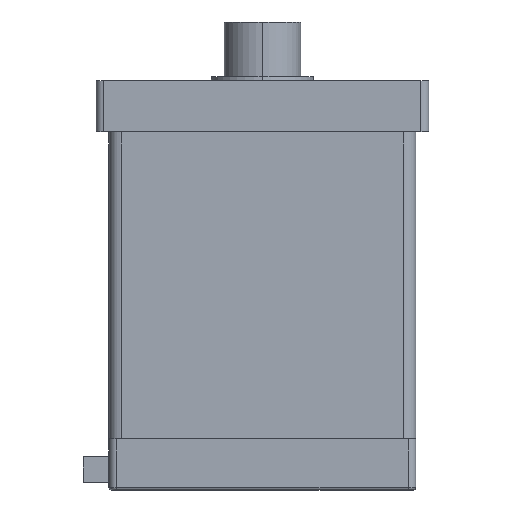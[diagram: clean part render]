
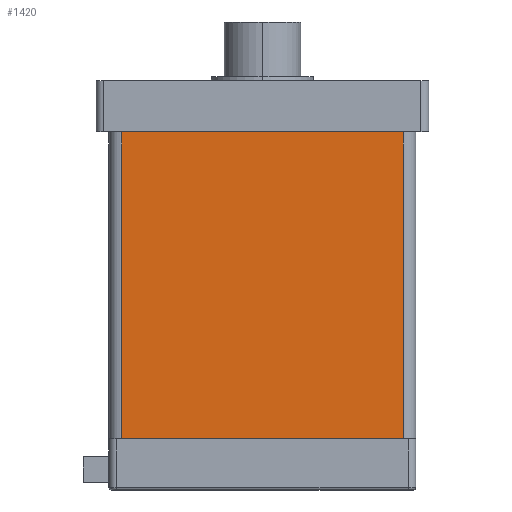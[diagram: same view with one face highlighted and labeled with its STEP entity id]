
A CAD part, left-side view. The second image highlights one B-rep face of the part: STEP entity #1420.
In plain terms, the highlighted planar face has unit normal (-1, 0, 0).
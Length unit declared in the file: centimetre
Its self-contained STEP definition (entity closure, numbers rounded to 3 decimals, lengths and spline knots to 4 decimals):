
#36 = LINE ( 'NONE', #4089, #2890 ) ;
#42 = DIRECTION ( 'NONE',  ( 0., 1., 0. ) ) ;
#46 = VECTOR ( 'NONE', #2734, 100. ) ;
#104 = ORIENTED_EDGE ( 'NONE', *, *, #1702, .T. ) ;
#139 = EDGE_CURVE ( 'NONE', #3122, #1497, #2174, .T. ) ;
#521 = VECTOR ( 'NONE', #1883, 100. ) ;
#593 = CARTESIAN_POINT ( 'NONE',  ( -6., 6., -12. ) ) ;
#668 = VECTOR ( 'NONE', #42, 100. ) ;
#729 = CARTESIAN_POINT ( 'NONE',  ( -6., 6., 0. ) ) ;
#801 = ORIENTED_EDGE ( 'NONE', *, *, #1633, .F. ) ;
#1193 = CARTESIAN_POINT ( 'NONE',  ( -6., 5.5, 0. ) ) ;
#1272 = CARTESIAN_POINT ( 'NONE',  ( -6., -5.5, -12. ) ) ;
#1343 = LINE ( 'NONE', #1556, #668 ) ;
#1420 = ADVANCED_FACE ( 'NONE', ( #3731 ), #3728, .F. ) ;
#1497 = VERTEX_POINT ( 'NONE', #1193 ) ;
#1556 = CARTESIAN_POINT ( 'NONE',  ( -6., 6., -12. ) ) ;
#1633 = EDGE_CURVE ( 'NONE', #1722, #2369, #1343, .T. ) ;
#1698 = LINE ( 'NONE', #2077, #46 ) ;
#1702 = EDGE_CURVE ( 'NONE', #1497, #2369, #36, .T. ) ;
#1722 = VERTEX_POINT ( 'NONE', #1272 ) ;
#1883 = DIRECTION ( 'NONE',  ( 0., 1., 0. ) ) ;
#1914 = DIRECTION ( 'NONE',  ( 0., 0., -1. ) ) ;
#1941 = CARTESIAN_POINT ( 'NONE',  ( -6., -5.5, 0. ) ) ;
#2077 = CARTESIAN_POINT ( 'NONE',  ( -6., -5.5, -12. ) ) ;
#2174 = LINE ( 'NONE', #729, #521 ) ;
#2211 = CARTESIAN_POINT ( 'NONE',  ( -6., 5.5, -12. ) ) ;
#2369 = VERTEX_POINT ( 'NONE', #2211 ) ;
#2734 = DIRECTION ( 'NONE',  ( 0., 0., 1. ) ) ;
#2804 = DIRECTION ( 'NONE',  ( 0., 0., -1. ) ) ;
#2890 = VECTOR ( 'NONE', #1914, 100. ) ;
#2912 = ORIENTED_EDGE ( 'NONE', *, *, #3404, .T. ) ;
#3122 = VERTEX_POINT ( 'NONE', #1941 ) ;
#3301 = ORIENTED_EDGE ( 'NONE', *, *, #139, .T. ) ;
#3404 = EDGE_CURVE ( 'NONE', #1722, #3122, #1698, .T. ) ;
#3728 = PLANE ( 'NONE',  #3858 ) ;
#3731 = FACE_OUTER_BOUND ( 'NONE', #3919, .T. ) ;
#3748 = DIRECTION ( 'NONE',  ( 1., 0., 0. ) ) ;
#3858 = AXIS2_PLACEMENT_3D ( 'NONE', #593, #3748, #2804 ) ;
#3919 = EDGE_LOOP ( 'NONE', ( #801, #2912, #3301, #104 ) ) ;
#4089 = CARTESIAN_POINT ( 'NONE',  ( -6., 5.5, -12. ) ) ;
